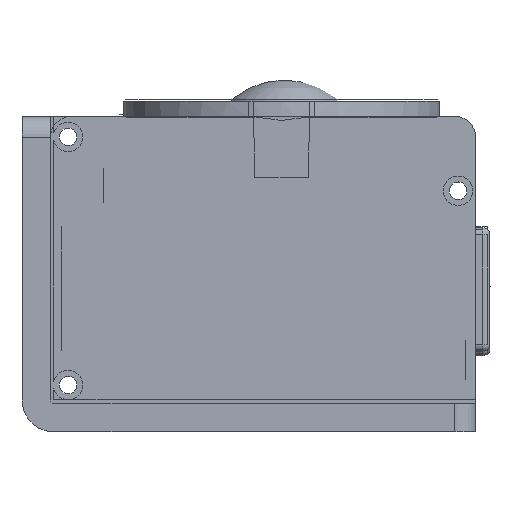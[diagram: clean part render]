
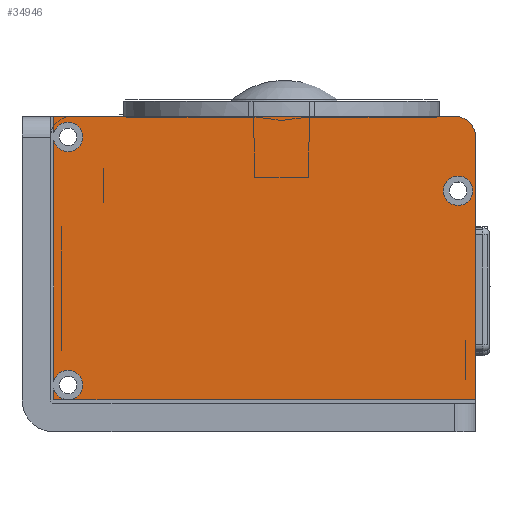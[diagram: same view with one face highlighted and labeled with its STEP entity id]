
A CAD part, front view. The second image highlights one B-rep face of the part: STEP entity #34946.
In plain terms, the highlighted planar face has unit normal (0, -1, 0).
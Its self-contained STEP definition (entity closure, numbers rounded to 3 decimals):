
#1534=FACE_BOUND('',#5811,.T.);
#3505=FACE_OUTER_BOUND('',#5810,.T.);
#5810=EDGE_LOOP('',(#31317,#31318,#31319,#31320,#31321,#31322,#31323,#31324,
#31325));
#5811=EDGE_LOOP('',(#31326));
#6673=CIRCLE('',#49452,2.075);
#6674=CIRCLE('',#49453,2.075);
#6675=CIRCLE('',#49454,3.);
#6676=CIRCLE('',#49455,2.075);
#11936=VERTEX_POINT('',#80221);
#11937=VERTEX_POINT('',#80222);
#11938=VERTEX_POINT('',#80224);
#11939=VERTEX_POINT('',#80226);
#11940=VERTEX_POINT('',#80228);
#11941=VERTEX_POINT('',#80230);
#11942=VERTEX_POINT('',#80232);
#11943=VERTEX_POINT('',#80234);
#11944=VERTEX_POINT('',#80236);
#11945=VERTEX_POINT('',#80239);
#19073=EDGE_CURVE('',#11936,#11937,#6673,.T.);
#19074=EDGE_CURVE('',#11936,#11938,#40816,.T.);
#19075=EDGE_CURVE('',#11939,#11938,#6674,.T.);
#19076=EDGE_CURVE('',#11939,#11940,#40817,.T.);
#19077=EDGE_CURVE('',#11940,#11941,#40818,.T.);
#19078=EDGE_CURVE('',#11941,#11942,#40819,.T.);
#19079=EDGE_CURVE('',#11943,#11942,#6675,.T.);
#19080=EDGE_CURVE('',#11943,#11944,#40820,.T.);
#19081=EDGE_CURVE('',#11944,#11937,#40821,.T.);
#19082=EDGE_CURVE('',#11945,#11945,#6676,.T.);
#31317=ORIENTED_EDGE('',*,*,#19073,.F.);
#31318=ORIENTED_EDGE('',*,*,#19074,.T.);
#31319=ORIENTED_EDGE('',*,*,#19075,.F.);
#31320=ORIENTED_EDGE('',*,*,#19076,.T.);
#31321=ORIENTED_EDGE('',*,*,#19077,.T.);
#31322=ORIENTED_EDGE('',*,*,#19078,.T.);
#31323=ORIENTED_EDGE('',*,*,#19079,.F.);
#31324=ORIENTED_EDGE('',*,*,#19080,.T.);
#31325=ORIENTED_EDGE('',*,*,#19081,.T.);
#31326=ORIENTED_EDGE('',*,*,#19082,.F.);
#32970=PLANE('',#49451);
#34946=ADVANCED_FACE('',(#3505,#1534),#32970,.F.);
#40816=LINE('',#80225,#46625);
#40817=LINE('',#80229,#46626);
#40818=LINE('',#80231,#46627);
#40819=LINE('',#80233,#46628);
#40820=LINE('',#80237,#46629);
#40821=LINE('',#80238,#46630);
#46625=VECTOR('',#60802,33.894);
#46626=VECTOR('',#60805,1.547);
#46627=VECTOR('',#60806,59.5);
#46628=VECTOR('',#60807,37.);
#46629=VECTOR('',#60810,56.5);
#46630=VECTOR('',#60811,2.347);
#49451=AXIS2_PLACEMENT_3D('',#80220,#60798,#60799);
#49452=AXIS2_PLACEMENT_3D('',#80223,#60800,#60801);
#49453=AXIS2_PLACEMENT_3D('',#80227,#60803,#60804);
#49454=AXIS2_PLACEMENT_3D('',#80235,#60808,#60809);
#49455=AXIS2_PLACEMENT_3D('',#80240,#60812,#60813);
#60798=DIRECTION('center_axis',(0.,1.,0.));
#60799=DIRECTION('ref_axis',(-1.,0.,0.));
#60800=DIRECTION('center_axis',(0.,-1.,0.));
#60801=DIRECTION('ref_axis',(-1.,0.,0.));
#60802=DIRECTION('',(0.,0.,-1.));
#60803=DIRECTION('center_axis',(0.,-1.,0.));
#60804=DIRECTION('ref_axis',(-1.,0.,0.));
#60805=DIRECTION('',(0.,0.,-1.));
#60806=DIRECTION('',(1.,0.,0.));
#60807=DIRECTION('',(0.,0.,1.));
#60808=DIRECTION('center_axis',(0.,1.,0.));
#60809=DIRECTION('ref_axis',(0.707,0.,0.707));
#60810=DIRECTION('',(-1.,0.,0.));
#60811=DIRECTION('',(0.,0.,-1.));
#60812=DIRECTION('center_axis',(0.,-1.,0.));
#60813=DIRECTION('ref_axis',(-1.,0.,0.));
#80220=CARTESIAN_POINT('Origin',(0.15,-51.5,-11.502));
#80221=CARTESIAN_POINT('',(-29.6,-51.5,6.045));
#80222=CARTESIAN_POINT('',(-29.6,-51.5,7.151));
#80223=CARTESIAN_POINT('Origin',(-27.6,-51.5,6.598));
#80224=CARTESIAN_POINT('',(-29.6,-51.5,-27.849));
#80225=CARTESIAN_POINT('',(-29.6,-51.5,9.498));
#80226=CARTESIAN_POINT('',(-29.6,-51.5,-28.955));
#80227=CARTESIAN_POINT('Origin',(-27.6,-51.5,-28.402));
#80228=CARTESIAN_POINT('',(-29.6,-51.5,-30.502));
#80229=CARTESIAN_POINT('',(-29.6,-51.5,9.498));
#80230=CARTESIAN_POINT('',(29.9,-51.5,-30.502));
#80231=CARTESIAN_POINT('',(-14.725,-51.5,-30.502));
#80232=CARTESIAN_POINT('',(29.9,-51.5,6.498));
#80233=CARTESIAN_POINT('',(29.9,-51.5,-32.502));
#80234=CARTESIAN_POINT('',(26.9,-51.5,9.498));
#80235=CARTESIAN_POINT('Origin',(26.9,-51.5,6.498));
#80236=CARTESIAN_POINT('',(-29.6,-51.5,9.498));
#80237=CARTESIAN_POINT('',(29.9,-51.5,9.498));
#80238=CARTESIAN_POINT('',(-29.6,-51.5,9.498));
#80239=CARTESIAN_POINT('',(29.475,-51.5,-1.002));
#80240=CARTESIAN_POINT('Origin',(27.4,-51.5,-1.002));
